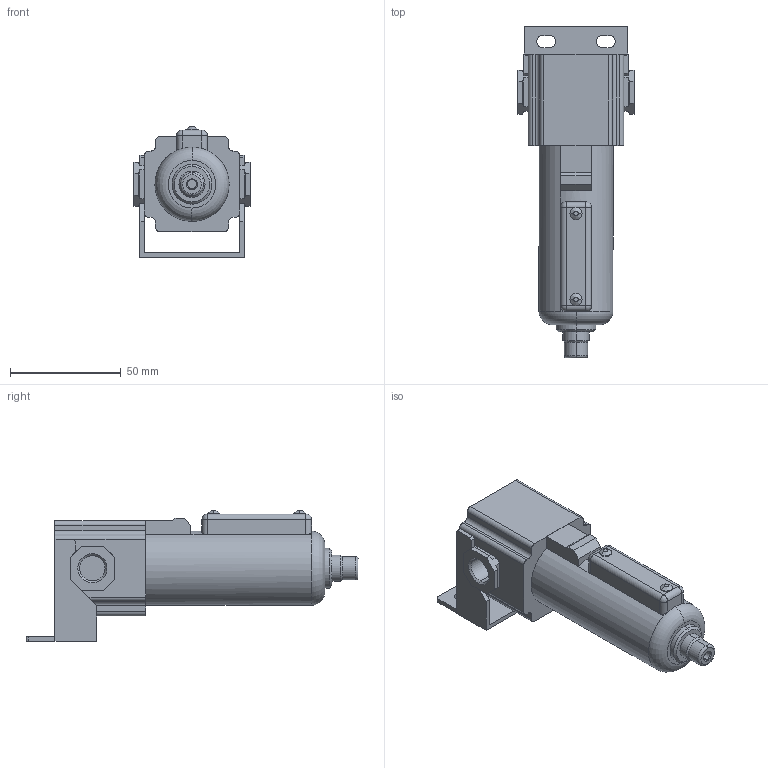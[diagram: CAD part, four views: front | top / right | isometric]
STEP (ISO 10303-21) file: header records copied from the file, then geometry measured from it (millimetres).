
FILE_DESCRIPTION (( 'STEP AP203' ), '1' );
FILE_NAME ('AF2-223-D.step', '2020-04-16T19:49:02', ( '' ), ( '' ), 'SwSTEP 2.0', 'SolidWorks 2019', '' );
FILE_SCHEMA (( 'CONFIG_CONTROL_DESIGN' ));
Length unit declared in the file: millimetre
Products named in the file (1): AF2-223-D
Bounding box: 52.5 x 150 x 59 mm (x, y, z)
Volume: 155352.1 mm3; surface area: 26697 mm2
Topology: 1 solids, 1 shells, 164 faces, 424 edges, 267 vertices
Faces by surface type: plane 97, cylinder 45, cone 10, sphere 4, torus 4, bspline 4
Entity records: 5147 total; most frequent: CARTESIAN_POINT 1020, ORIENTED_EDGE 848, DIRECTION 840, EDGE_CURVE 424, LINE 306, VECTOR 306, AXIS2_PLACEMENT_3D 267, VERTEX_POINT 267
